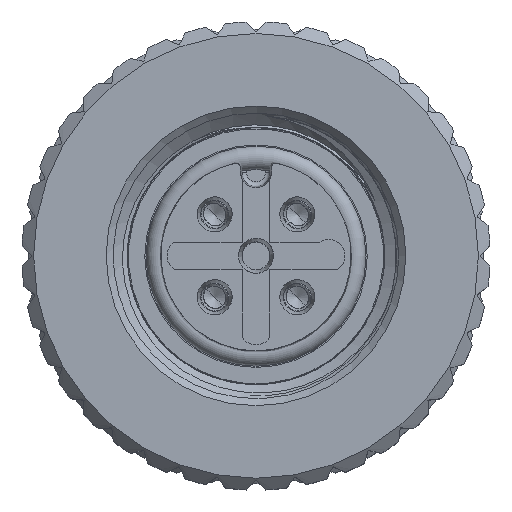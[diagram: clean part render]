
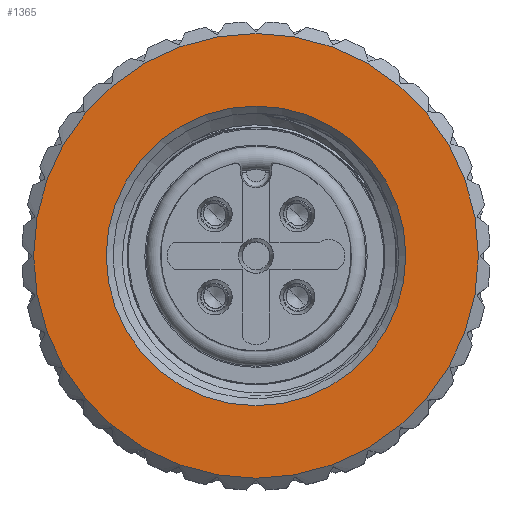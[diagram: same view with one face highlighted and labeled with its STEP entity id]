
A CAD part, top view. The second image highlights one B-rep face of the part: STEP entity #1365.
In plain terms, the highlighted planar face has unit normal (0, 0, 1).
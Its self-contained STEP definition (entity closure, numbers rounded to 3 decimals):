
#630=PLANE('',#12123);
#890=FACE_BOUND('',#2945,.T.);
#891=FACE_BOUND('',#2946,.T.);
#1365=ADVANCED_FACE('',(#890,#891),#630,.T.);
#2945=EDGE_LOOP('',(#6476));
#2946=EDGE_LOOP('',(#6477));
#4081=CIRCLE('',#12121,6.4);
#4082=CIRCLE('',#12122,9.5);
#6476=ORIENTED_EDGE('',*,*,#9777,.T.);
#6477=ORIENTED_EDGE('',*,*,#9778,.T.);
#8309=VERTEX_POINT('',#24311);
#8310=VERTEX_POINT('',#24313);
#9777=EDGE_CURVE('',#8309,#8309,#4081,.T.);
#9778=EDGE_CURVE('',#8310,#8310,#4082,.T.);
#12121=AXIS2_PLACEMENT_3D('',#24310,#14318,#14319);
#12122=AXIS2_PLACEMENT_3D('',#24312,#14320,#14321);
#12123=AXIS2_PLACEMENT_3D('',#24314,#14322,#14323);
#14318=DIRECTION('',(0.,0.,-1.));
#14319=DIRECTION('',(1.,0.,0.));
#14320=DIRECTION('',(0.,0.,1.));
#14321=DIRECTION('',(0.,-1.,0.));
#14322=DIRECTION('',(0.,0.,1.));
#14323=DIRECTION('',(0.,1.,0.));
#24310=CARTESIAN_POINT('',(0.,0.,-1.));
#24311=CARTESIAN_POINT('',(6.4,0.,-1.));
#24312=CARTESIAN_POINT('',(0.,0.,-1.));
#24313=CARTESIAN_POINT('',(0.,-9.5,-1.));
#24314=CARTESIAN_POINT('',(0.,0.,-1.));
